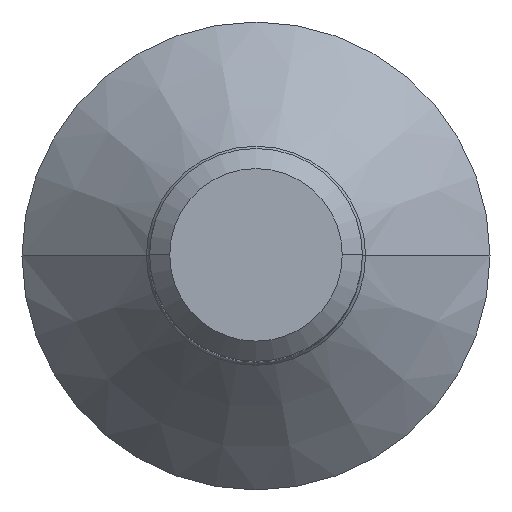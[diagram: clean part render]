
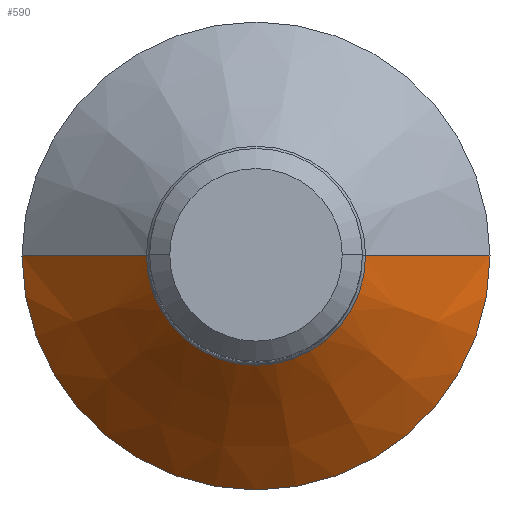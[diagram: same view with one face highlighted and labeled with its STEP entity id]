
A CAD part, top view. The second image highlights one B-rep face of the part: STEP entity #590.
In plain terms, the highlighted conical face has half-angle 45 degrees and reference radius 4.397 mm.
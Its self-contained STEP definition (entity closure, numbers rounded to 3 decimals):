
#3 = CARTESIAN_POINT ( 'NONE',  ( -2.059, 0., 2.339 ) ) ;
#6 = CIRCLE ( 'NONE', #859, 4.397 ) ;
#26 = LINE ( 'NONE', #710, #309 ) ;
#61 = ORIENTED_EDGE ( 'NONE', *, *, #235, .T. ) ;
#64 = DIRECTION ( 'NONE',  ( 0., 0., -1. ) ) ;
#87 = CONICAL_SURFACE ( 'NONE', #851, 4.397, 0.785 ) ;
#99 = EDGE_CURVE ( 'NONE', #605, #173, #6, .T. ) ;
#107 = FACE_OUTER_BOUND ( 'NONE', #314, .T. ) ;
#114 = CARTESIAN_POINT ( 'NONE',  ( 0., 0., 2.339 ) ) ;
#131 = ORIENTED_EDGE ( 'NONE', *, *, #325, .F. ) ;
#143 = DIRECTION ( 'NONE',  ( -1., 0., 0. ) ) ;
#172 = EDGE_CURVE ( 'NONE', #525, #640, #586, .T. ) ;
#173 = VERTEX_POINT ( 'NONE', #505 ) ;
#191 = DIRECTION ( 'NONE',  ( 0., 0., -1. ) ) ;
#235 = EDGE_CURVE ( 'NONE', #640, #173, #26, .T. ) ;
#273 = CARTESIAN_POINT ( 'NONE',  ( 4.397, 0., 0. ) ) ;
#309 = VECTOR ( 'NONE', #327, 1000. ) ;
#314 = EDGE_LOOP ( 'NONE', ( #131, #435, #61, #450 ) ) ;
#325 = EDGE_CURVE ( 'NONE', #525, #605, #639, .T. ) ;
#327 = DIRECTION ( 'NONE',  ( -0.707, 0., -0.707 ) ) ;
#337 = CARTESIAN_POINT ( 'NONE',  ( 2.059, 0., 2.339 ) ) ;
#352 = VECTOR ( 'NONE', #832, 1000. ) ;
#376 = CARTESIAN_POINT ( 'NONE',  ( 4.397, 0., 0. ) ) ;
#435 = ORIENTED_EDGE ( 'NONE', *, *, #172, .T. ) ;
#450 = ORIENTED_EDGE ( 'NONE', *, *, #99, .F. ) ;
#466 = CARTESIAN_POINT ( 'NONE',  ( 0., 0., 0. ) ) ;
#505 = CARTESIAN_POINT ( 'NONE',  ( -4.397, 0., 0. ) ) ;
#525 = VERTEX_POINT ( 'NONE', #337 ) ;
#553 = DIRECTION ( 'NONE',  ( 0., 0., -1. ) ) ;
#558 = DIRECTION ( 'NONE',  ( -1., 0., 0. ) ) ;
#586 = CIRCLE ( 'NONE', #792, 2.059 ) ;
#590 = ADVANCED_FACE ( 'NONE', ( #107 ), #87, .T. ) ;
#605 = VERTEX_POINT ( 'NONE', #273 ) ;
#639 = LINE ( 'NONE', #376, #352 ) ;
#640 = VERTEX_POINT ( 'NONE', #3 ) ;
#641 = DIRECTION ( 'NONE',  ( 0., 1., 0. ) ) ;
#710 = CARTESIAN_POINT ( 'NONE',  ( -4.397, 0., 0. ) ) ;
#792 = AXIS2_PLACEMENT_3D ( 'NONE', #114, #191, #641 ) ;
#801 = CARTESIAN_POINT ( 'NONE',  ( 0., 0., 0. ) ) ;
#832 = DIRECTION ( 'NONE',  ( 0.707, 0., -0.707 ) ) ;
#851 = AXIS2_PLACEMENT_3D ( 'NONE', #466, #64, #143 ) ;
#859 = AXIS2_PLACEMENT_3D ( 'NONE', #801, #553, #558 ) ;
